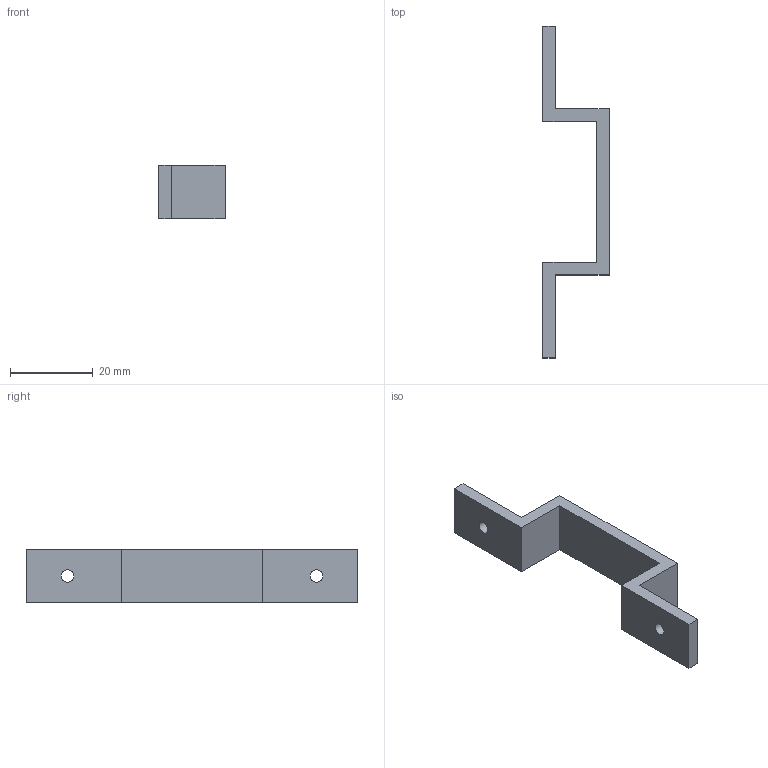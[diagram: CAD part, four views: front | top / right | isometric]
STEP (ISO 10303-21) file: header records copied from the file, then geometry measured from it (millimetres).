
FILE_DESCRIPTION(('HOOPS Exchange Step'),'2;1');
FILE_NAME('temp_export','2025-01-23T14:52:45+02:00',('cliffcheney'),('Shapr3D Limited'),'HOOPS Exchange 2024.6','Shapr3D','Authorized');
FILE_SCHEMA( ('AP242_MANAGED_MODEL_BASED_3D_ENGINEERING_MIM_LF {1 0 10303 442 1 1 4 }') );
Length unit declared in the file: millimetre
Products named in the file (1): Cable Guide - 5x PLA BLACK
Bounding box: 16 x 80 x 13 mm (x, y, z)
Volume: 4080.1 mm3; surface area: 3489.8 mm2
Topology: 1 solids, 1 shells, 18 faces, 46 edges, 30 vertices
Faces by surface type: plane 14, cylinder 2, cone 2
Full cylindrical faces by diameter (mm): 3 x2
Entity records: 584 total; most frequent: CARTESIAN_POINT 96, DIRECTION 92, ORIENTED_EDGE 92, EDGE_CURVE 46, VECTOR 40, LINE 40, VERTEX_POINT 30, AXIS2_PLACEMENT_3D 26
